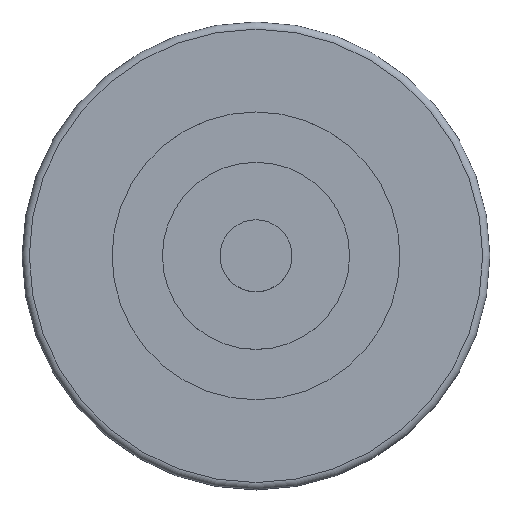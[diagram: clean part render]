
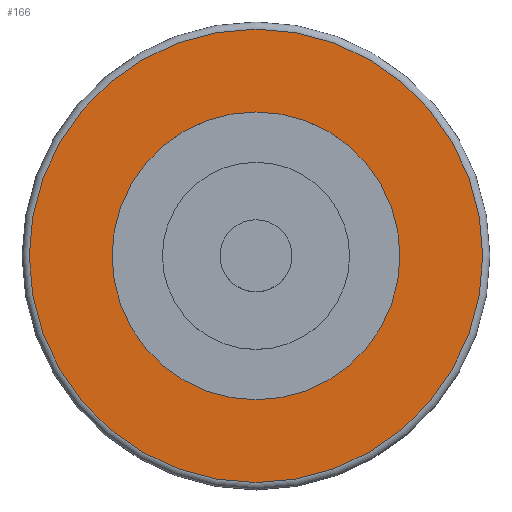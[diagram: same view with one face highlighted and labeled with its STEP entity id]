
A CAD part, top view. The second image highlights one B-rep face of the part: STEP entity #166.
In plain terms, the highlighted planar face has unit normal (0, 0, 1).
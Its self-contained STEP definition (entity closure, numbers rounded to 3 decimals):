
#34=FACE_BOUND('',#58,.T.);
#42=FACE_OUTER_BOUND('',#57,.T.);
#57=EDGE_LOOP('',(#129));
#58=EDGE_LOOP('',(#130));
#75=CIRCLE('',#203,15.75);
#76=CIRCLE('',#204,10.);
#89=VERTEX_POINT('',#304);
#90=VERTEX_POINT('',#306);
#104=EDGE_CURVE('',#89,#89,#75,.T.);
#105=EDGE_CURVE('',#90,#90,#76,.T.);
#129=ORIENTED_EDGE('',*,*,#104,.F.);
#130=ORIENTED_EDGE('',*,*,#105,.T.);
#158=PLANE('',#202);
#166=ADVANCED_FACE('',(#42,#34),#158,.T.);
#202=AXIS2_PLACEMENT_3D('',#303,#248,#249);
#203=AXIS2_PLACEMENT_3D('',#305,#250,#251);
#204=AXIS2_PLACEMENT_3D('',#307,#252,#253);
#248=DIRECTION('center_axis',(0.,0.,1.));
#249=DIRECTION('ref_axis',(1.,0.,0.));
#250=DIRECTION('center_axis',(0.,0.,-1.));
#251=DIRECTION('ref_axis',(-1.,0.,0.));
#252=DIRECTION('center_axis',(0.,0.,-1.));
#253=DIRECTION('ref_axis',(-1.,0.,0.));
#303=CARTESIAN_POINT('Origin',(-7.9,-16.2,146.));
#304=CARTESIAN_POINT('',(-23.65,-16.2,146.));
#305=CARTESIAN_POINT('Origin',(-7.9,-16.2,146.));
#306=CARTESIAN_POINT('',(2.1,-16.2,146.));
#307=CARTESIAN_POINT('Origin',(-7.9,-16.2,146.));
